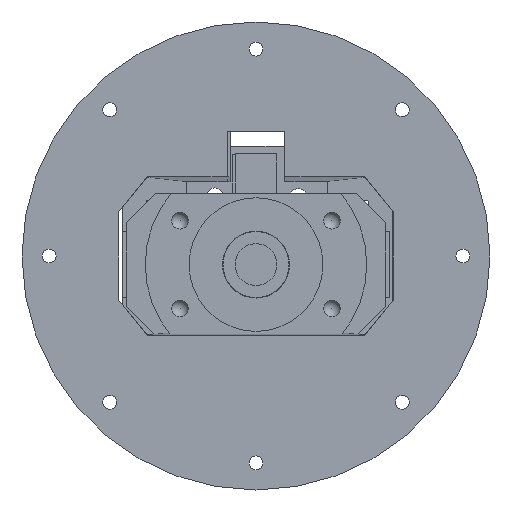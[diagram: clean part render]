
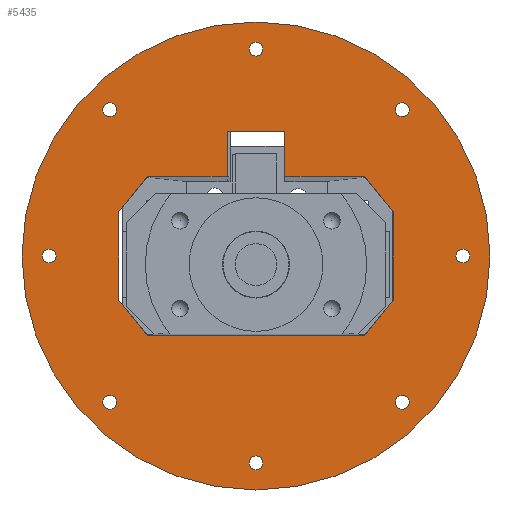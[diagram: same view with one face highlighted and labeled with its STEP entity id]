
A CAD part, left-side view. The second image highlights one B-rep face of the part: STEP entity #5435.
In plain terms, the highlighted planar face has unit normal (-1, 0, 0).
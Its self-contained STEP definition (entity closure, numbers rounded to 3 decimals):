
#131=FACE_BOUND('',#902,.T.);
#132=FACE_BOUND('',#903,.T.);
#133=FACE_BOUND('',#904,.T.);
#134=FACE_BOUND('',#905,.T.);
#135=FACE_BOUND('',#906,.T.);
#136=FACE_BOUND('',#907,.T.);
#137=FACE_BOUND('',#908,.T.);
#138=FACE_BOUND('',#909,.T.);
#139=FACE_BOUND('',#910,.T.);
#302=PLANE('',#5859);
#551=FACE_OUTER_BOUND('',#901,.T.);
#901=EDGE_LOOP('',(#4320));
#902=EDGE_LOOP('',(#4321));
#903=EDGE_LOOP('',(#4322,#4323,#4324,#4325,#4326,#4327,#4328,#4329,#4330,
#4331,#4332,#4333,#4334));
#904=EDGE_LOOP('',(#4335));
#905=EDGE_LOOP('',(#4336));
#906=EDGE_LOOP('',(#4337));
#907=EDGE_LOOP('',(#4338));
#908=EDGE_LOOP('',(#4339));
#909=EDGE_LOOP('',(#4340));
#910=EDGE_LOOP('',(#4341));
#1384=LINE('',#8372,#1928);
#1390=LINE('',#8383,#1934);
#1391=LINE('',#8387,#1935);
#1395=LINE('',#8399,#1939);
#1396=LINE('',#8401,#1940);
#1397=LINE('',#8403,#1941);
#1398=LINE('',#8404,#1942);
#1399=LINE('',#8406,#1943);
#1400=LINE('',#8408,#1944);
#1401=LINE('',#8410,#1945);
#1402=LINE('',#8412,#1946);
#1403=LINE('',#8414,#1947);
#1404=LINE('',#8415,#1948);
#1928=VECTOR('',#6807,10.);
#1934=VECTOR('',#6815,10.);
#1935=VECTOR('',#6818,10.);
#1939=VECTOR('',#6828,10.);
#1940=VECTOR('',#6829,10.);
#1941=VECTOR('',#6830,10.);
#1942=VECTOR('',#6831,10.);
#1943=VECTOR('',#6832,10.);
#1944=VECTOR('',#6833,10.);
#1945=VECTOR('',#6834,10.);
#1946=VECTOR('',#6835,10.);
#1947=VECTOR('',#6836,10.);
#1948=VECTOR('',#6837,10.);
#2331=CIRCLE('',#5860,56.);
#2332=CIRCLE('',#5861,1.65);
#2333=CIRCLE('',#5862,1.65);
#2334=CIRCLE('',#5863,1.65);
#2335=CIRCLE('',#5864,1.65);
#2336=CIRCLE('',#5865,1.65);
#2337=CIRCLE('',#5866,1.65);
#2338=CIRCLE('',#5867,1.65);
#2339=CIRCLE('',#5868,1.65);
#2645=VERTEX_POINT('',#8369);
#2646=VERTEX_POINT('',#8371);
#2650=VERTEX_POINT('',#8381);
#2651=VERTEX_POINT('',#8385);
#2652=VERTEX_POINT('',#8386);
#2655=VERTEX_POINT('',#8394);
#2656=VERTEX_POINT('',#8396);
#2657=VERTEX_POINT('',#8398);
#2658=VERTEX_POINT('',#8400);
#2659=VERTEX_POINT('',#8402);
#2660=VERTEX_POINT('',#8405);
#2661=VERTEX_POINT('',#8407);
#2662=VERTEX_POINT('',#8409);
#2663=VERTEX_POINT('',#8411);
#2664=VERTEX_POINT('',#8413);
#2665=VERTEX_POINT('',#8416);
#2666=VERTEX_POINT('',#8418);
#2667=VERTEX_POINT('',#8420);
#2668=VERTEX_POINT('',#8422);
#2669=VERTEX_POINT('',#8424);
#2670=VERTEX_POINT('',#8426);
#2671=VERTEX_POINT('',#8428);
#3247=EDGE_CURVE('',#2646,#2645,#1384,.T.);
#3253=EDGE_CURVE('',#2650,#2645,#1390,.T.);
#3254=EDGE_CURVE('',#2651,#2652,#1391,.T.);
#3258=EDGE_CURVE('',#2655,#2655,#2331,.T.);
#3259=EDGE_CURVE('',#2656,#2656,#2332,.T.);
#3260=EDGE_CURVE('',#2657,#2652,#1395,.T.);
#3261=EDGE_CURVE('',#2657,#2658,#1396,.T.);
#3262=EDGE_CURVE('',#2658,#2659,#1397,.T.);
#3263=EDGE_CURVE('',#2659,#2646,#1398,.T.);
#3264=EDGE_CURVE('',#2650,#2660,#1399,.T.);
#3265=EDGE_CURVE('',#2660,#2661,#1400,.T.);
#3266=EDGE_CURVE('',#2661,#2662,#1401,.T.);
#3267=EDGE_CURVE('',#2662,#2663,#1402,.T.);
#3268=EDGE_CURVE('',#2663,#2664,#1403,.F.);
#3269=EDGE_CURVE('',#2664,#2651,#1404,.T.);
#3270=EDGE_CURVE('',#2665,#2665,#2333,.T.);
#3271=EDGE_CURVE('',#2666,#2666,#2334,.T.);
#3272=EDGE_CURVE('',#2667,#2667,#2335,.T.);
#3273=EDGE_CURVE('',#2668,#2668,#2336,.T.);
#3274=EDGE_CURVE('',#2669,#2669,#2337,.T.);
#3275=EDGE_CURVE('',#2670,#2670,#2338,.T.);
#3276=EDGE_CURVE('',#2671,#2671,#2339,.T.);
#4320=ORIENTED_EDGE('',*,*,#3258,.T.);
#4321=ORIENTED_EDGE('',*,*,#3259,.T.);
#4322=ORIENTED_EDGE('',*,*,#3254,.T.);
#4323=ORIENTED_EDGE('',*,*,#3260,.F.);
#4324=ORIENTED_EDGE('',*,*,#3261,.T.);
#4325=ORIENTED_EDGE('',*,*,#3262,.T.);
#4326=ORIENTED_EDGE('',*,*,#3263,.T.);
#4327=ORIENTED_EDGE('',*,*,#3247,.T.);
#4328=ORIENTED_EDGE('',*,*,#3253,.F.);
#4329=ORIENTED_EDGE('',*,*,#3264,.T.);
#4330=ORIENTED_EDGE('',*,*,#3265,.T.);
#4331=ORIENTED_EDGE('',*,*,#3266,.T.);
#4332=ORIENTED_EDGE('',*,*,#3267,.T.);
#4333=ORIENTED_EDGE('',*,*,#3268,.T.);
#4334=ORIENTED_EDGE('',*,*,#3269,.T.);
#4335=ORIENTED_EDGE('',*,*,#3270,.T.);
#4336=ORIENTED_EDGE('',*,*,#3271,.T.);
#4337=ORIENTED_EDGE('',*,*,#3272,.T.);
#4338=ORIENTED_EDGE('',*,*,#3273,.T.);
#4339=ORIENTED_EDGE('',*,*,#3274,.T.);
#4340=ORIENTED_EDGE('',*,*,#3275,.T.);
#4341=ORIENTED_EDGE('',*,*,#3276,.T.);
#5435=ADVANCED_FACE('',(#551,#131,#132,#133,#134,#135,#136,#137,#138,#139),
#302,.F.);
#5859=AXIS2_PLACEMENT_3D('',#8393,#6822,#6823);
#5860=AXIS2_PLACEMENT_3D('',#8395,#6824,#6825);
#5861=AXIS2_PLACEMENT_3D('',#8397,#6826,#6827);
#5862=AXIS2_PLACEMENT_3D('',#8417,#6838,#6839);
#5863=AXIS2_PLACEMENT_3D('',#8419,#6840,#6841);
#5864=AXIS2_PLACEMENT_3D('',#8421,#6842,#6843);
#5865=AXIS2_PLACEMENT_3D('',#8423,#6844,#6845);
#5866=AXIS2_PLACEMENT_3D('',#8425,#6846,#6847);
#5867=AXIS2_PLACEMENT_3D('',#8427,#6848,#6849);
#5868=AXIS2_PLACEMENT_3D('',#8429,#6850,#6851);
#6807=DIRECTION('',(0.,0.628,-0.778));
#6815=DIRECTION('',(0.,-1.,0.));
#6818=DIRECTION('',(0.,-1.,0.));
#6822=DIRECTION('center_axis',(1.,0.,0.));
#6823=DIRECTION('ref_axis',(0.,1.,0.));
#6824=DIRECTION('center_axis',(-1.,0.,0.));
#6825=DIRECTION('ref_axis',(0.,1.,0.));
#6826=DIRECTION('center_axis',(1.,0.,0.));
#6827=DIRECTION('ref_axis',(0.,1.,0.));
#6828=DIRECTION('',(0.,0.,1.));
#6829=DIRECTION('',(0.,-1.,0.));
#6830=DIRECTION('',(0.,-0.628,-0.778));
#6831=DIRECTION('',(0.,0.,-1.));
#6832=DIRECTION('',(0.,0.628,0.778));
#6833=DIRECTION('',(0.,0.,1.));
#6834=DIRECTION('',(0.,-0.628,0.778));
#6835=DIRECTION('',(0.,-1.,0.));
#6836=DIRECTION('',(0.,0.,-1.));
#6837=DIRECTION('',(0.,-1.,0.));
#6838=DIRECTION('center_axis',(1.,0.,0.));
#6839=DIRECTION('ref_axis',(0.,1.,0.));
#6840=DIRECTION('center_axis',(1.,0.,0.));
#6841=DIRECTION('ref_axis',(0.,1.,0.));
#6842=DIRECTION('center_axis',(1.,0.,0.));
#6843=DIRECTION('ref_axis',(0.,1.,0.));
#6844=DIRECTION('center_axis',(1.,0.,0.));
#6845=DIRECTION('ref_axis',(0.,1.,0.));
#6846=DIRECTION('center_axis',(1.,0.,0.));
#6847=DIRECTION('ref_axis',(0.,1.,0.));
#6848=DIRECTION('center_axis',(1.,0.,0.));
#6849=DIRECTION('ref_axis',(0.,1.,0.));
#6850=DIRECTION('center_axis',(1.,0.,0.));
#6851=DIRECTION('ref_axis',(0.,1.,0.));
#8369=CARTESIAN_POINT('',(-5.,-25.979,-19.013));
#8371=CARTESIAN_POINT('',(-5.,-32.802,-10.567));
#8372=CARTESIAN_POINT('',(-5.,-32.802,-10.567));
#8381=CARTESIAN_POINT('',(-5.,25.979,-19.013));
#8383=CARTESIAN_POINT('',(-5.,-13.436,-19.013));
#8385=CARTESIAN_POINT('',(-5.,4.662,29.792));
#8386=CARTESIAN_POINT('',(-5.,-6.9,29.793));
#8387=CARTESIAN_POINT('',(-5.,-2.625,29.792));
#8393=CARTESIAN_POINT('Origin',(-5.,0.,
0.));
#8394=CARTESIAN_POINT('',(-5.,-56.,0.));
#8395=CARTESIAN_POINT('Origin',(-5.,0.,
0.));
#8396=CARTESIAN_POINT('',(-5.,-1.65,-49.5));
#8397=CARTESIAN_POINT('Origin',(-5.,0.,
-49.5));
#8398=CARTESIAN_POINT('',(-5.,-6.9,18.98));
#8399=CARTESIAN_POINT('',(-5.,-6.9,9.478));
#8400=CARTESIAN_POINT('',(-5.,-26.005,18.98));
#8401=CARTESIAN_POINT('',(-5.,-13.811,18.98));
#8402=CARTESIAN_POINT('',(-5.,-32.802,10.567));
#8403=CARTESIAN_POINT('',(-5.,-32.802,10.567));
#8404=CARTESIAN_POINT('',(-5.,-32.802,10.567));
#8405=CARTESIAN_POINT('',(-5.,32.802,-10.567));
#8406=CARTESIAN_POINT('',(-5.,32.802,-10.567));
#8407=CARTESIAN_POINT('',(-5.,32.802,10.567));
#8408=CARTESIAN_POINT('',(-5.,32.802,-10.567));
#8409=CARTESIAN_POINT('',(-5.,26.005,18.98));
#8410=CARTESIAN_POINT('',(-5.,32.802,10.567));
#8411=CARTESIAN_POINT('',(-5.,6.9,18.98));
#8412=CARTESIAN_POINT('',(-5.,-13.811,18.98));
#8413=CARTESIAN_POINT('',(-5.,6.9,29.792));
#8414=CARTESIAN_POINT('',(-5.,6.9,8.908));
#8415=CARTESIAN_POINT('',(-5.,2.341,29.792));
#8416=CARTESIAN_POINT('',(-5.,33.352,35.002));
#8417=CARTESIAN_POINT('Origin',(-5.,35.002,35.002));
#8418=CARTESIAN_POINT('',(-5.,-36.652,35.002));
#8419=CARTESIAN_POINT('Origin',(-5.,-35.002,35.002));
#8420=CARTESIAN_POINT('',(-5.,-1.65,49.5));
#8421=CARTESIAN_POINT('Origin',(-5.,0.,
49.5));
#8422=CARTESIAN_POINT('',(-5.,47.85,0.));
#8423=CARTESIAN_POINT('Origin',(-5.,49.5,0.));
#8424=CARTESIAN_POINT('',(-5.,-51.15,0.));
#8425=CARTESIAN_POINT('Origin',(-5.,-49.5,0.));
#8426=CARTESIAN_POINT('',(-5.,-36.652,-35.002));
#8427=CARTESIAN_POINT('Origin',(-5.,-35.002,-35.002));
#8428=CARTESIAN_POINT('',(-5.,33.352,-35.002));
#8429=CARTESIAN_POINT('Origin',(-5.,35.002,-35.002));
